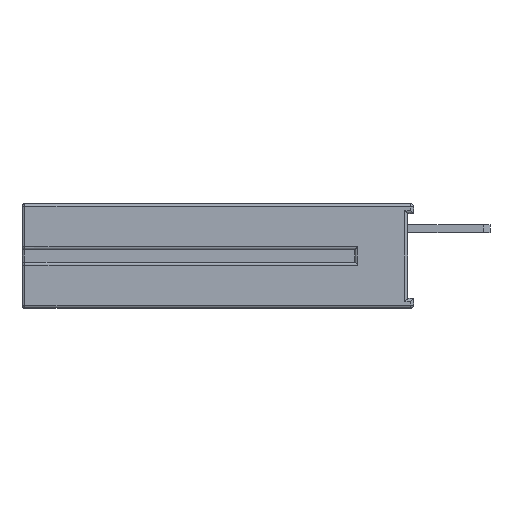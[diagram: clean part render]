
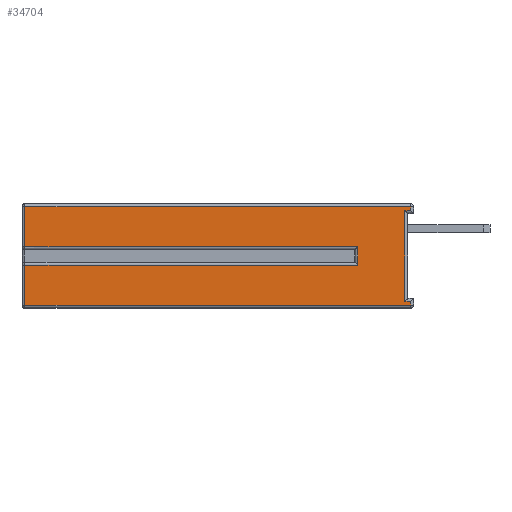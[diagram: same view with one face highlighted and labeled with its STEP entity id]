
A CAD part, left-side view. The second image highlights one B-rep face of the part: STEP entity #34704.
In plain terms, the highlighted planar face has unit normal (-1, 0, 0).
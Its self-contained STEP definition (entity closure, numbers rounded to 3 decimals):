
#361 = VERTEX_POINT ( 'NONE', #21454 ) ;
#411 = EDGE_CURVE ( 'NONE', #30025, #22090, #33243, .T. ) ;
#448 = VERTEX_POINT ( 'NONE', #19552 ) ;
#710 = ORIENTED_EDGE ( 'NONE', *, *, #40045, .T. ) ;
#830 = CARTESIAN_POINT ( 'NONE',  ( -12.125, 19.55, 2.665 ) ) ;
#1270 = LINE ( 'NONE', #16925, #16865 ) ;
#1529 = DIRECTION ( 'NONE',  ( 0., 1., 0. ) ) ;
#1990 = VECTOR ( 'NONE', #10248, 1000. ) ;
#2169 = CARTESIAN_POINT ( 'NONE',  ( -12.125, -0.15, -2.315 ) ) ;
#2298 = LINE ( 'NONE', #13676, #26233 ) ;
#2434 = VERTEX_POINT ( 'NONE', #31764 ) ;
#3851 = CARTESIAN_POINT ( 'NONE',  ( -12.125, -0.15, -2.515 ) ) ;
#3945 = CARTESIAN_POINT ( 'NONE',  ( -12.125, 19.55, 2.665 ) ) ;
#4582 = VECTOR ( 'NONE', #8556, 1000. ) ;
#5247 = VECTOR ( 'NONE', #35083, 1000. ) ;
#5257 = DIRECTION ( 'NONE',  ( 0., 1., 0. ) ) ;
#5556 = VERTEX_POINT ( 'NONE', #3851 ) ;
#5703 = CARTESIAN_POINT ( 'NONE',  ( -12.125, 19.55, 2.515 ) ) ;
#5758 = CARTESIAN_POINT ( 'NONE',  ( -12.125, -0.15, 2.315 ) ) ;
#6951 = AXIS2_PLACEMENT_3D ( 'NONE', #18913, #38089, #19308 ) ;
#7162 = VECTOR ( 'NONE', #37938, 1000. ) ;
#7770 = LINE ( 'NONE', #8957, #24422 ) ;
#8556 = DIRECTION ( 'NONE',  ( 0., 1., 0. ) ) ;
#8957 = CARTESIAN_POINT ( 'NONE',  ( -12.125, 0., -0.46 ) ) ;
#9479 = EDGE_CURVE ( 'NONE', #361, #5556, #30189, .T. ) ;
#9696 = LINE ( 'NONE', #13353, #33665 ) ;
#10248 = DIRECTION ( 'NONE',  ( 0., 0., -1. ) ) ;
#10288 = LINE ( 'NONE', #3945, #1990 ) ;
#10568 = EDGE_LOOP ( 'NONE', ( #38459, #34709, #29519, #26726, #14317, #16359, #21522, #18541, #27228, #710, #26999, #14869 ) ) ;
#12121 = LINE ( 'NONE', #14623, #37091 ) ;
#12171 = VECTOR ( 'NONE', #23673, 1000. ) ;
#13137 = CARTESIAN_POINT ( 'NONE',  ( -12.125, 2.55, -0.46 ) ) ;
#13200 = CARTESIAN_POINT ( 'NONE',  ( -12.125, -0.3, -2.515 ) ) ;
#13353 = CARTESIAN_POINT ( 'NONE',  ( -12.125, 0.15, 2.665 ) ) ;
#13676 = CARTESIAN_POINT ( 'NONE',  ( -12.125, 0., 0.46 ) ) ;
#14317 = ORIENTED_EDGE ( 'NONE', *, *, #21019, .T. ) ;
#14623 = CARTESIAN_POINT ( 'NONE',  ( -12.125, -0.15, 2.665 ) ) ;
#14869 = ORIENTED_EDGE ( 'NONE', *, *, #25204, .T. ) ;
#16359 = ORIENTED_EDGE ( 'NONE', *, *, #411, .T. ) ;
#16799 = DIRECTION ( 'NONE',  ( 0., -1., 0. ) ) ;
#16865 = VECTOR ( 'NONE', #1529, 1000. ) ;
#16925 = CARTESIAN_POINT ( 'NONE',  ( -12.125, 0., -2.315 ) ) ;
#17564 = VECTOR ( 'NONE', #19083, 1000. ) ;
#18541 = ORIENTED_EDGE ( 'NONE', *, *, #37112, .T. ) ;
#18913 = CARTESIAN_POINT ( 'NONE',  ( -12.125, 0., 2.665 ) ) ;
#19083 = DIRECTION ( 'NONE',  ( 0., 0., -1. ) ) ;
#19142 = CARTESIAN_POINT ( 'NONE',  ( -12.125, 2.55, -0.31 ) ) ;
#19308 = DIRECTION ( 'NONE',  ( 0., 0., -1. ) ) ;
#19495 = EDGE_CURVE ( 'NONE', #2434, #25324, #24255, .T. ) ;
#19552 = CARTESIAN_POINT ( 'NONE',  ( -12.125, 19.55, -0.46 ) ) ;
#20489 = CARTESIAN_POINT ( 'NONE',  ( -12.125, -0.15, 2.665 ) ) ;
#21019 = EDGE_CURVE ( 'NONE', #33818, #30025, #21213, .T. ) ;
#21213 = LINE ( 'NONE', #30292, #4582 ) ;
#21454 = CARTESIAN_POINT ( 'NONE',  ( -12.125, 19.55, -2.515 ) ) ;
#21522 = ORIENTED_EDGE ( 'NONE', *, *, #26599, .T. ) ;
#21556 = VERTEX_POINT ( 'NONE', #13137 ) ;
#21923 = CARTESIAN_POINT ( 'NONE',  ( -12.125, 0., 2.315 ) ) ;
#22090 = VERTEX_POINT ( 'NONE', #29510 ) ;
#22726 = EDGE_CURVE ( 'NONE', #21556, #448, #7770, .T. ) ;
#23257 = CARTESIAN_POINT ( 'NONE',  ( -12.125, 2.55, 0.46 ) ) ;
#23673 = DIRECTION ( 'NONE',  ( 0., 0., 1. ) ) ;
#24255 = LINE ( 'NONE', #21923, #39905 ) ;
#24422 = VECTOR ( 'NONE', #5257, 1000. ) ;
#24931 = CARTESIAN_POINT ( 'NONE',  ( -12.125, -0.15, 2.515 ) ) ;
#25091 = DIRECTION ( 'NONE',  ( 0., -1., 0. ) ) ;
#25204 = EDGE_CURVE ( 'NONE', #5556, #39239, #28837, .T. ) ;
#25324 = VERTEX_POINT ( 'NONE', #5758 ) ;
#25393 = PLANE ( 'NONE',  #6951 ) ;
#26233 = VECTOR ( 'NONE', #16799, 1000. ) ;
#26599 = EDGE_CURVE ( 'NONE', #22090, #33928, #2298, .T. ) ;
#26726 = ORIENTED_EDGE ( 'NONE', *, *, #29023, .T. ) ;
#26999 = ORIENTED_EDGE ( 'NONE', *, *, #9479, .T. ) ;
#27067 = DIRECTION ( 'NONE',  ( 0., 0., 1. ) ) ;
#27228 = ORIENTED_EDGE ( 'NONE', *, *, #22726, .T. ) ;
#27316 = VERTEX_POINT ( 'NONE', #34803 ) ;
#28837 = LINE ( 'NONE', #20489, #12171 ) ;
#29023 = EDGE_CURVE ( 'NONE', #25324, #33818, #12121, .T. ) ;
#29510 = CARTESIAN_POINT ( 'NONE',  ( -12.125, 19.55, 0.46 ) ) ;
#29519 = ORIENTED_EDGE ( 'NONE', *, *, #19495, .T. ) ;
#29728 = EDGE_CURVE ( 'NONE', #27316, #2434, #9696, .T. ) ;
#30025 = VERTEX_POINT ( 'NONE', #5703 ) ;
#30189 = LINE ( 'NONE', #13200, #5247 ) ;
#30292 = CARTESIAN_POINT ( 'NONE',  ( -12.125, 0., 2.515 ) ) ;
#31764 = CARTESIAN_POINT ( 'NONE',  ( -12.125, 0.15, 2.315 ) ) ;
#33243 = LINE ( 'NONE', #830, #17564 ) ;
#33665 = VECTOR ( 'NONE', #38406, 1000. ) ;
#33818 = VERTEX_POINT ( 'NONE', #24931 ) ;
#33928 = VERTEX_POINT ( 'NONE', #23257 ) ;
#34086 = LINE ( 'NONE', #19142, #7162 ) ;
#34704 = ADVANCED_FACE ( 'NONE', ( #37839 ), #25393, .F. ) ;
#34709 = ORIENTED_EDGE ( 'NONE', *, *, #29728, .T. ) ;
#34803 = CARTESIAN_POINT ( 'NONE',  ( -12.125, 0.15, -2.315 ) ) ;
#35083 = DIRECTION ( 'NONE',  ( 0., -1., 0. ) ) ;
#37091 = VECTOR ( 'NONE', #27067, 1000. ) ;
#37112 = EDGE_CURVE ( 'NONE', #33928, #21556, #34086, .T. ) ;
#37458 = EDGE_CURVE ( 'NONE', #39239, #27316, #1270, .T. ) ;
#37839 = FACE_OUTER_BOUND ( 'NONE', #10568, .T. ) ;
#37938 = DIRECTION ( 'NONE',  ( 0., 0., -1. ) ) ;
#38089 = DIRECTION ( 'NONE',  ( 1., 0., 0. ) ) ;
#38406 = DIRECTION ( 'NONE',  ( 0., 0., 1. ) ) ;
#38459 = ORIENTED_EDGE ( 'NONE', *, *, #37458, .T. ) ;
#39239 = VERTEX_POINT ( 'NONE', #2169 ) ;
#39905 = VECTOR ( 'NONE', #25091, 1000. ) ;
#40045 = EDGE_CURVE ( 'NONE', #448, #361, #10288, .T. ) ;
